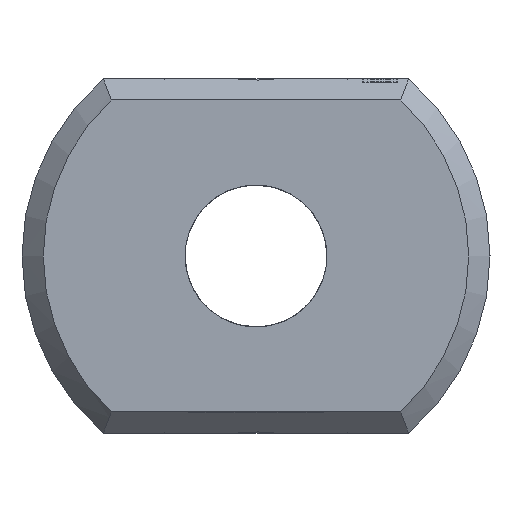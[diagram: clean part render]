
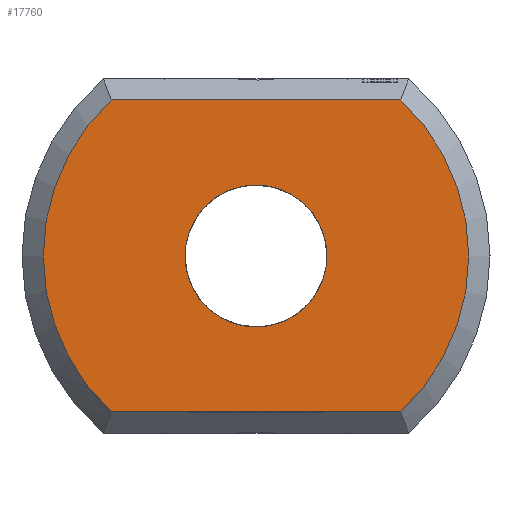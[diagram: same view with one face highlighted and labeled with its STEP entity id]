
A CAD part, left-side view. The second image highlights one B-rep face of the part: STEP entity #17760.
In plain terms, the highlighted planar face has unit normal (-1, 0, 0).
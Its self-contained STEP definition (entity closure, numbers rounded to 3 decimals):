
#4362 = VERTEX_POINT('',#4363);
#4363 = CARTESIAN_POINT('',(0.,-2.04,2.2));
#4372 = VERTEX_POINT('',#4373);
#4373 = CARTESIAN_POINT('',(0.,-2.04,-2.2));
#4380 = EDGE_CURVE('',#4362,#4372,#4381,.T.);
#4381 = CIRCLE('',#4382,3.);
#4382 = AXIS2_PLACEMENT_3D('',#4383,#4384,#4385);
#4383 = CARTESIAN_POINT('',(0.,0.,0.));
#4384 = DIRECTION('',(1.,0.,0.));
#4385 = DIRECTION('',(0.,-0.653,0.758)
  );
#5658 = VERTEX_POINT('',#5659);
#5659 = CARTESIAN_POINT('',(0.,2.04,2.2));
#5666 = EDGE_CURVE('',#4362,#5658,#5667,.T.);
#5667 = LINE('',#5668,#5669);
#5668 = CARTESIAN_POINT('',(0.,-2.154,2.2));
#5669 = VECTOR('',#5670,1.);
#5670 = DIRECTION('',(0.,1.,0.));
#17760 = ADVANCED_FACE('',(#17761,#17780),#17791,.F.);
#17761 = FACE_BOUND('',#17762,.F.);
#17762 = EDGE_LOOP('',(#17763,#17772,#17773,#17774));
#17763 = ORIENTED_EDGE('',*,*,#17764,.T.);
#17764 = EDGE_CURVE('',#17765,#5658,#17767,.T.);
#17765 = VERTEX_POINT('',#17766);
#17766 = CARTESIAN_POINT('',(0.,2.04,-2.2));
#17767 = CIRCLE('',#17768,3.);
#17768 = AXIS2_PLACEMENT_3D('',#17769,#17770,#17771);
#17769 = CARTESIAN_POINT('',(0.,0.,0.));
#17770 = DIRECTION('',(1.,0.,0.));
#17771 = DIRECTION('',(0.,0.653,-0.758)
  );
#17772 = ORIENTED_EDGE('',*,*,#5666,.F.);
#17773 = ORIENTED_EDGE('',*,*,#4380,.T.);
#17774 = ORIENTED_EDGE('',*,*,#17775,.T.);
#17775 = EDGE_CURVE('',#4372,#17765,#17776,.T.);
#17776 = LINE('',#17777,#17778);
#17777 = CARTESIAN_POINT('',(0.,-2.154,-2.2));
#17778 = VECTOR('',#17779,1.);
#17779 = DIRECTION('',(0.,1.,0.));
#17780 = FACE_BOUND('',#17781,.T.);
#17781 = EDGE_LOOP('',(#17782));
#17782 = ORIENTED_EDGE('',*,*,#17783,.T.);
#17783 = EDGE_CURVE('',#17784,#17784,#17786,.T.);
#17784 = VERTEX_POINT('',#17785);
#17785 = CARTESIAN_POINT('',(0.,1.,0.)
  );
#17786 = CIRCLE('',#17787,1.);
#17787 = AXIS2_PLACEMENT_3D('',#17788,#17789,#17790);
#17788 = CARTESIAN_POINT('',(0.,0.,0.));
#17789 = DIRECTION('',(1.,0.,0.));
#17790 = DIRECTION('',(0.,1.,0.));
#17791 = PLANE('',#17792);
#17792 = AXIS2_PLACEMENT_3D('',#17793,#17794,#17795);
#17793 = CARTESIAN_POINT('',(0.,0.,0.));
#17794 = DIRECTION('',(1.,0.,0.));
#17795 = DIRECTION('',(0.,0.,1.));
